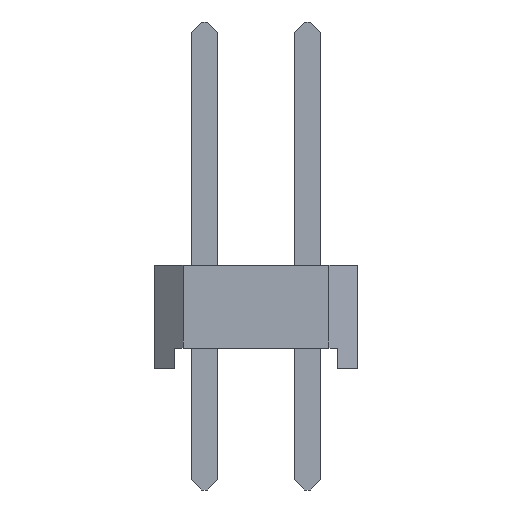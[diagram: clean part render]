
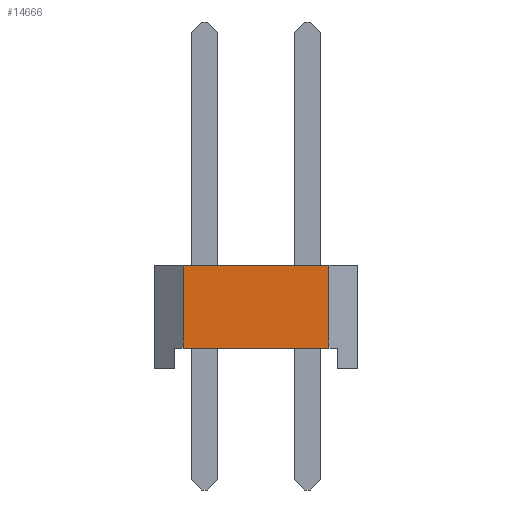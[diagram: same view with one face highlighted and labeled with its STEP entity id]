
A CAD part, left-side view. The second image highlights one B-rep face of the part: STEP entity #14666.
In plain terms, the highlighted planar face has unit normal (-1, 0, 0).
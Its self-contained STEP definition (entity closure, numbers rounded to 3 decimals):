
#517=FACE_OUTER_BOUND('',#1369,.T.);
#1369=EDGE_LOOP('',(#10222,#10223,#10224,#10225));
#2238=LINE('',#20160,#4116);
#2414=LINE('',#20741,#4292);
#2771=LINE('',#21432,#4649);
#2772=LINE('',#21433,#4650);
#4116=VECTOR('',#16384,1.);
#4292=VECTOR('',#16562,1.);
#4649=VECTOR('',#17065,1.);
#4650=VECTOR('',#17066,1.);
#6071=VERTEX_POINT('',#20157);
#6072=VERTEX_POINT('',#20159);
#6259=VERTEX_POINT('',#20738);
#6260=VERTEX_POINT('',#20740);
#7476=EDGE_CURVE('',#6071,#6072,#2238,.T.);
#7664=EDGE_CURVE('',#6259,#6260,#2414,.T.);
#8021=EDGE_CURVE('',#6072,#6259,#2771,.T.);
#8022=EDGE_CURVE('',#6071,#6260,#2772,.T.);
#10222=ORIENTED_EDGE('',*,*,#8021,.F.);
#10223=ORIENTED_EDGE('',*,*,#7476,.F.);
#10224=ORIENTED_EDGE('',*,*,#8022,.T.);
#10225=ORIENTED_EDGE('',*,*,#7664,.F.);
#13637=PLANE('',#15507);
#14666=ADVANCED_FACE('',(#517),#13637,.F.);
#15507=AXIS2_PLACEMENT_3D('',#21431,#17063,#17064);
#16384=DIRECTION('',(0.,1.,0.));
#16562=DIRECTION('',(0.,-1.,0.));
#17063=DIRECTION('center_axis',(1.,0.,0.));
#17064=DIRECTION('ref_axis',(0.,0.,-1.));
#17065=DIRECTION('',(0.,0.,1.));
#17066=DIRECTION('',(0.,0.,1.));
#20157=CARTESIAN_POINT('',(-16.51,-1.8,0.5));
#20159=CARTESIAN_POINT('',(-16.51,1.8,0.5));
#20160=CARTESIAN_POINT('',(-16.51,2.,0.5));
#20738=CARTESIAN_POINT('',(-16.51,1.8,2.54));
#20740=CARTESIAN_POINT('',(-16.51,-1.8,2.54));
#20741=CARTESIAN_POINT('',(-16.51,2.5,2.54));
#21431=CARTESIAN_POINT('Origin',(-16.51,2.5,2.54));
#21432=CARTESIAN_POINT('',(-16.51,1.8,0.));
#21433=CARTESIAN_POINT('',(-16.51,-1.8,0.));
